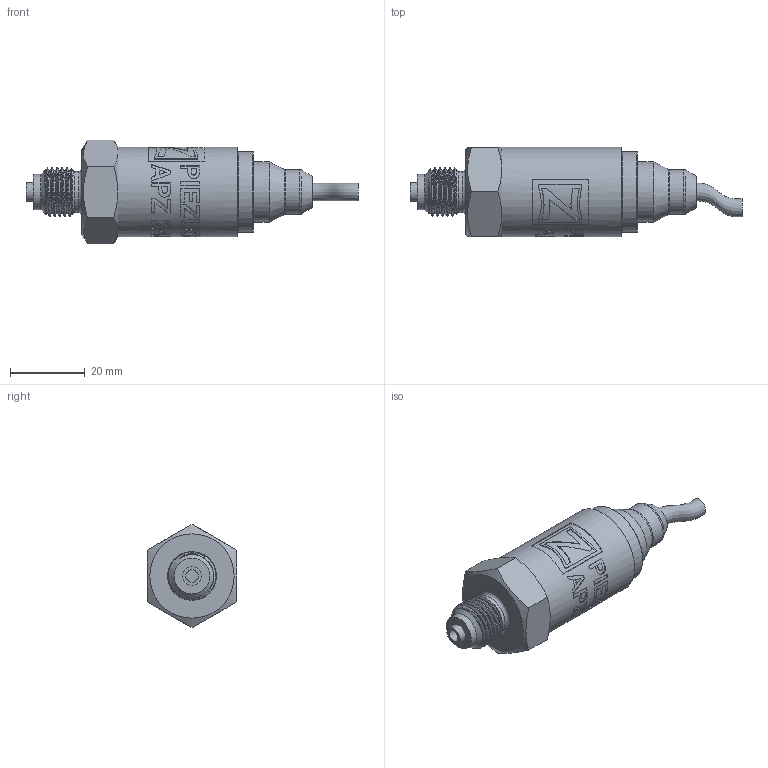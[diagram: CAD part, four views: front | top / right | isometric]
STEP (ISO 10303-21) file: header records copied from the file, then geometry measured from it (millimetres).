
FILE_DESCRIPTION(/* description */ (''),/* implementation_level */ '2;1');
FILE_NAME(/* name */ 'APZ2412_G1''4EN_CableGland#2.step',/* time_stamp */ '2021-07-09T14:57:09+03:00',/* author */ (''),/* organization */ (''),/* preprocessor_version */ 'ST-DEVELOPER v18.1',/* originating_system */ 'Autodesk Translation Framework v10.9.0.1377',/* authorisation */ '');
FILE_SCHEMA (('AUTOMOTIVE_DESIGN { 1 0 10303 214 3 1 1 }'));
Length unit declared in the file: millimetre
Products named in the file (3): (Unsaved); G 1/4 EN; #17884
Assembly tree (2 placements, depth 2):
  (Unsaved)
    G 1/4 EN
    #17884
Bounding box: 88.95 x 24 x 27.71 mm (x, y, z)
Volume: 22310.4 mm3; surface area: 8393.7 mm2
Topology: 3 solids, 3 shells, 320 faces, 845 edges, 559 vertices
Faces by surface type: bspline 220, cylinder 43, plane 37, cone 12, torus 8
Full cylindrical faces by diameter (mm): 3.3 x1, 4.8 x2, 5 x1, 7.2 x1, 9.5 x1, 11 x1, 11.445 x5, 12 x1, 13.5 x1, 16.2 x1, 17.8 x1, 19.5 x1, 21.2 x2, 21.7 x1, 24 x1
Entity records: 17883 total; most frequent: CARTESIAN_POINT 11029, ORIENTED_EDGE 1690, DIRECTION 880, EDGE_CURVE 845, VERTEX_POINT 559, EDGE_LOOP 350, LINE 350, VECTOR 350
